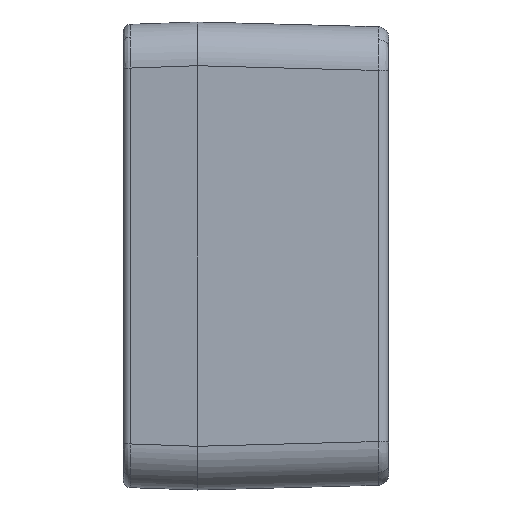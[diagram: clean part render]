
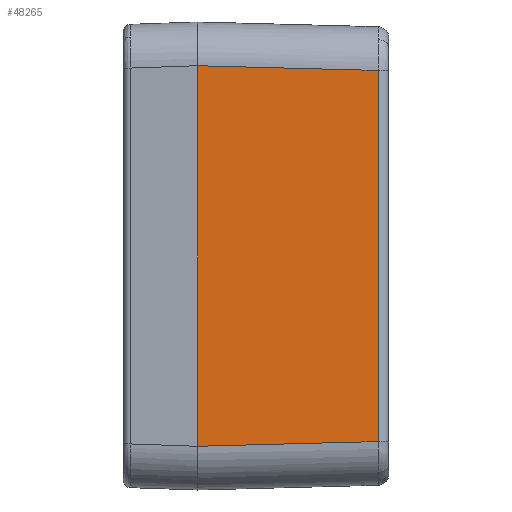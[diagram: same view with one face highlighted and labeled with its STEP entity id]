
A CAD part, left-side view. The second image highlights one B-rep face of the part: STEP entity #48265.
In plain terms, the highlighted planar face has unit normal (-1, -0.026, 0).
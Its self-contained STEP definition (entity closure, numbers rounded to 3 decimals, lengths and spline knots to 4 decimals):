
#3089 = EDGE_CURVE ( 'NONE', #47095, #19500, #3121, .T. ) ;
#3121 = LINE ( 'NONE', #30026, #57143 ) ;
#3963 = VERTEX_POINT ( 'NONE', #18336 ) ;
#4801 = DIRECTION ( 'NONE',  ( 0.026, -1., 0. ) ) ;
#4933 = VECTOR ( 'NONE', #42233, 39.3701 ) ;
#8318 = VECTOR ( 'NONE', #47807, 39.3701 ) ;
#9246 = DIRECTION ( 'NONE',  ( -1., -0.026, 0. ) ) ;
#9645 = CARTESIAN_POINT ( 'NONE',  ( -2.9567, 0., -1.0276 ) ) ;
#11021 = EDGE_CURVE ( 'NONE', #3963, #72816, #23701, .T. ) ;
#11069 = VECTOR ( 'NONE', #63558, 39.3701 ) ;
#18336 = CARTESIAN_POINT ( 'NONE',  ( -2.9567, 0., 1.0276 ) ) ;
#18527 = CARTESIAN_POINT ( 'NONE',  ( -2.9567, 0., -1.2638 ) ) ;
#19500 = VERTEX_POINT ( 'NONE', #46783 ) ;
#20287 = FACE_OUTER_BOUND ( 'NONE', #30364, .T. ) ;
#20823 = ORIENTED_EDGE ( 'NONE', *, *, #11021, .T. ) ;
#23701 = LINE ( 'NONE', #18527, #11069 ) ;
#23784 = CARTESIAN_POINT ( 'NONE',  ( -2.9312, -0.974, 1.0021 ) ) ;
#24165 = ORIENTED_EDGE ( 'NONE', *, *, #39513, .F. ) ;
#24464 = AXIS2_PLACEMENT_3D ( 'NONE', #31344, #9246, #4801 ) ;
#30026 = CARTESIAN_POINT ( 'NONE',  ( -2.9312, -0.974, -1.2638 ) ) ;
#30364 = EDGE_LOOP ( 'NONE', ( #24165, #20823, #70574, #65501 ) ) ;
#30836 = CARTESIAN_POINT ( 'NONE',  ( -2.9567, 0., -1.0276 ) ) ;
#31344 = CARTESIAN_POINT ( 'NONE',  ( -2.9567, 0., -1.2638 ) ) ;
#32272 = EDGE_CURVE ( 'NONE', #72816, #19500, #71023, .T. ) ;
#36675 = DIRECTION ( 'NONE',  ( 0., 0., -1. ) ) ;
#38329 = PLANE ( 'NONE',  #24464 ) ;
#39513 = EDGE_CURVE ( 'NONE', #3963, #47095, #58483, .T. ) ;
#42233 = DIRECTION ( 'NONE',  ( 0.026, -0.999, -0.026 ) ) ;
#46783 = CARTESIAN_POINT ( 'NONE',  ( -2.9312, -0.974, -1.0021 ) ) ;
#47095 = VERTEX_POINT ( 'NONE', #23784 ) ;
#47807 = DIRECTION ( 'NONE',  ( 0.026, -0.999, 0.026 ) ) ;
#48265 = ADVANCED_FACE ( 'NONE', ( #20287 ), #38329, .T. ) ;
#53320 = CARTESIAN_POINT ( 'NONE',  ( -2.9551, -0.0599, 1.0261 ) ) ;
#57143 = VECTOR ( 'NONE', #36675, 39.3701 ) ;
#58483 = LINE ( 'NONE', #53320, #4933 ) ;
#63558 = DIRECTION ( 'NONE',  ( 0., 0., -1. ) ) ;
#65501 = ORIENTED_EDGE ( 'NONE', *, *, #3089, .F. ) ;
#70574 = ORIENTED_EDGE ( 'NONE', *, *, #32272, .T. ) ;
#71023 = LINE ( 'NONE', #30836, #8318 ) ;
#72816 = VERTEX_POINT ( 'NONE', #9645 ) ;
